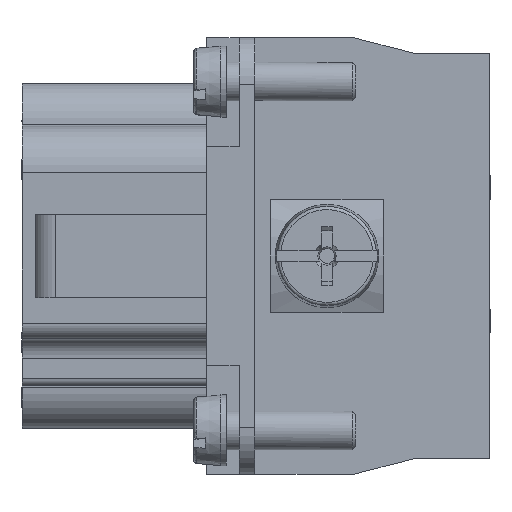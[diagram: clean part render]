
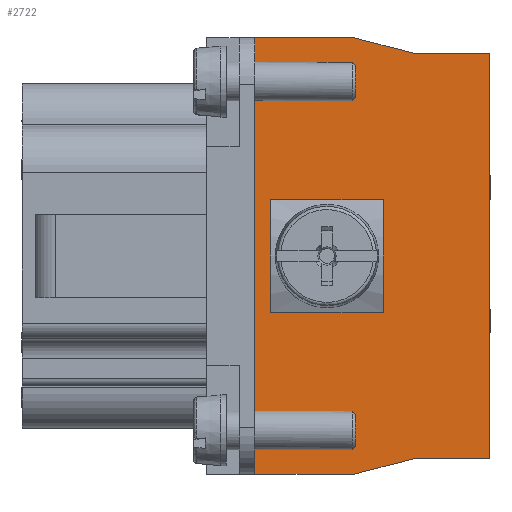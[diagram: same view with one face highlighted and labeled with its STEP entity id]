
A CAD part, left-side view. The second image highlights one B-rep face of the part: STEP entity #2722.
In plain terms, the highlighted planar face has unit normal (-1, 0, 0).
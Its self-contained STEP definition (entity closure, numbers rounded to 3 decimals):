
#291=CIRCLE('',#17447,2.);
#1787=FACE_BOUND('',#5215,.T.);
#1788=FACE_BOUND('',#5216,.T.);
#2722=ADVANCED_FACE('',(#1787,#1788),#3321,.T.);
#3321=PLANE('',#17964);
#5215=EDGE_LOOP('',(#9515));
#5216=EDGE_LOOP('',(#9516,#9517,#9518,#9519,#9520,#9521,#9522,#9523));
#9515=ORIENTED_EDGE('',*,*,#13020,.F.);
#9516=ORIENTED_EDGE('',*,*,#13809,.F.);
#9517=ORIENTED_EDGE('',*,*,#13420,.T.);
#9518=ORIENTED_EDGE('',*,*,#13428,.F.);
#9519=ORIENTED_EDGE('',*,*,#13123,.F.);
#9520=ORIENTED_EDGE('',*,*,#13810,.F.);
#9521=ORIENTED_EDGE('',*,*,#11738,.F.);
#9522=ORIENTED_EDGE('',*,*,#13811,.T.);
#9523=ORIENTED_EDGE('',*,*,#13418,.T.);
#10140=VERTEX_POINT('',#22154);
#10141=VERTEX_POINT('',#22156);
#10965=VERTEX_POINT('',#30387);
#11050=VERTEX_POINT('',#30880);
#11051=VERTEX_POINT('',#30881);
#11254=VERTEX_POINT('',#31508);
#11255=VERTEX_POINT('',#31510);
#11256=VERTEX_POINT('',#31514);
#11257=VERTEX_POINT('',#31515);
#11738=EDGE_CURVE('',#10140,#10141,#14017,.T.);
#13020=EDGE_CURVE('',#10965,#10965,#291,.T.);
#13123=EDGE_CURVE('',#11050,#11051,#14942,.T.);
#13418=EDGE_CURVE('',#11255,#11254,#15153,.T.);
#13420=EDGE_CURVE('',#11256,#11257,#15155,.T.);
#13428=EDGE_CURVE('',#11051,#11257,#15163,.T.);
#13809=EDGE_CURVE('',#11256,#11254,#15312,.T.);
#13810=EDGE_CURVE('',#10141,#11050,#15313,.T.);
#13811=EDGE_CURVE('',#10140,#11255,#15314,.T.);
#14017=LINE('',#22155,#15494);
#14942=LINE('',#30879,#16631);
#15153=LINE('',#31509,#16842);
#15155=LINE('',#31513,#16844);
#15163=LINE('',#31528,#16852);
#15312=LINE('',#33063,#17001);
#15313=LINE('',#33064,#17002);
#15314=LINE('',#33065,#17003);
#15494=VECTOR('',#18142,1.);
#16631=VECTOR('',#20107,1.);
#16842=VECTOR('',#20746,1.);
#16844=VECTOR('',#20750,1.);
#16852=VECTOR('',#20760,1.);
#17001=VECTOR('',#21369,1.);
#17002=VECTOR('',#21370,1.);
#17003=VECTOR('',#21371,1.);
#17447=AXIS2_PLACEMENT_3D('',#30386,#19929,#19930);
#17964=AXIS2_PLACEMENT_3D('',#33066,#21372,#21373);
#18142=DIRECTION('',(0.,-1.,0.));
#19929=DIRECTION('',(-1.,0.,0.));
#19930=DIRECTION('',(0.,0.,1.));
#20107=DIRECTION('',(0.,1.,0.));
#20746=DIRECTION('',(0.,1.,0.));
#20750=DIRECTION('',(0.,-1.,0.));
#20760=DIRECTION('',(0.,0.968,-0.25));
#21369=DIRECTION('',(0.,0.,1.));
#21370=DIRECTION('',(0.,0.,-1.));
#21371=DIRECTION('',(0.,0.968,0.25));
#21372=DIRECTION('',(-1.,0.,0.));
#21373=DIRECTION('',(0.,1.,0.));
#22154=CARTESIAN_POINT('',(-21.77,-10.643,8.342));
#22155=CARTESIAN_POINT('',(-21.77,-10.643,8.342));
#22156=CARTESIAN_POINT('',(-21.77,-16.543,8.342));
#30386=CARTESIAN_POINT('',(-21.77,-3.943,-7.358));
#30387=CARTESIAN_POINT('',(-21.77,-3.943,-5.358));
#30879=CARTESIAN_POINT('',(-21.77,-16.043,-23.058));
#30880=CARTESIAN_POINT('',(-21.77,-16.543,-23.058));
#30881=CARTESIAN_POINT('',(-21.77,-10.643,-23.058));
#31508=CARTESIAN_POINT('',(-21.77,1.657,9.542));
#31509=CARTESIAN_POINT('',(-21.77,-6.767,9.542));
#31510=CARTESIAN_POINT('',(-21.77,-6.003,9.542));
#31513=CARTESIAN_POINT('',(-21.77,-6.767,-24.258));
#31514=CARTESIAN_POINT('',(-21.77,1.657,-24.258));
#31515=CARTESIAN_POINT('',(-21.77,-6.003,-24.258));
#31528=CARTESIAN_POINT('',(-21.77,-7.743,-23.808));
#33063=CARTESIAN_POINT('',(-21.77,1.657,-2.991));
#33064=CARTESIAN_POINT('',(-21.77,-16.543,-13.458));
#33065=CARTESIAN_POINT('',(-21.77,-10.643,8.342));
#33066=CARTESIAN_POINT('',(-21.77,-7.523,-21.998));
